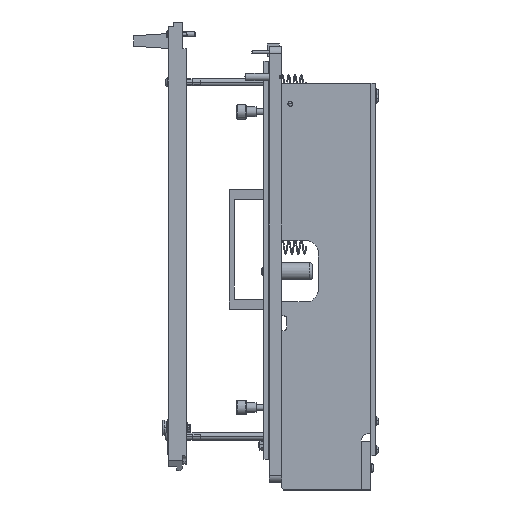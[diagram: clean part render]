
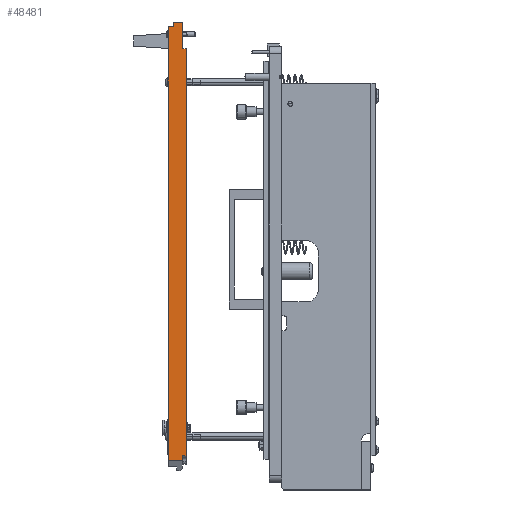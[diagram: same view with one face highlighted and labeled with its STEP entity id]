
A CAD part, left-side view. The second image highlights one B-rep face of the part: STEP entity #48481.
In plain terms, the highlighted face is planar.
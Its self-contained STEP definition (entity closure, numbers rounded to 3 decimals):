
#2668 = CARTESIAN_POINT ( 'NONE',  ( 303., 7.5, -179.55 ) ) ;
#2691 = CARTESIAN_POINT ( 'NONE',  ( 303., 7.5, 183.55 ) ) ;
#2941 = ORIENTED_EDGE ( 'NONE', *, *, #56193, .T. ) ;
#3894 = DIRECTION ( 'NONE',  ( -1., 0., 0. ) ) ;
#3956 = ORIENTED_EDGE ( 'NONE', *, *, #21489, .F. ) ;
#4340 = ORIENTED_EDGE ( 'NONE', *, *, #50868, .F. ) ;
#5698 = VERTEX_POINT ( 'NONE', #42823 ) ;
#5708 = ORIENTED_EDGE ( 'NONE', *, *, #19230, .F. ) ;
#6686 = DIRECTION ( 'NONE',  ( 0., -1., 0. ) ) ;
#6868 = CARTESIAN_POINT ( 'NONE',  ( 303., -7.5, -161.55 ) ) ;
#6909 = LINE ( 'NONE', #19607, #23623 ) ;
#7333 = LINE ( 'NONE', #12858, #32027 ) ;
#7487 = VECTOR ( 'NONE', #28859, 1000. ) ;
#7634 = DIRECTION ( 'NONE',  ( 0., 0., 1. ) ) ;
#9084 = CARTESIAN_POINT ( 'NONE',  ( 303., 12.253, 171.55 ) ) ;
#9152 = ORIENTED_EDGE ( 'NONE', *, *, #13472, .F. ) ;
#9957 = CARTESIAN_POINT ( 'NONE',  ( 303., -7.5, -161.55 ) ) ;
#10949 = DIRECTION ( 'NONE',  ( 0., -1., 0. ) ) ;
#11439 = VECTOR ( 'NONE', #27848, 1000. ) ;
#12020 = VERTEX_POINT ( 'NONE', #41281 ) ;
#12284 = VERTEX_POINT ( 'NONE', #6868 ) ;
#12677 = LINE ( 'NONE', #59701, #11439 ) ;
#12858 = CARTESIAN_POINT ( 'NONE',  ( 303., -7.5, -183.55 ) ) ;
#13101 = ORIENTED_EDGE ( 'NONE', *, *, #35938, .T. ) ;
#13157 = PLANE ( 'NONE',  #36191 ) ;
#13257 = DIRECTION ( 'NONE',  ( 0., -1., 0. ) ) ;
#13472 = EDGE_CURVE ( 'NONE', #30059, #38852, #31432, .T. ) ;
#15229 = EDGE_CURVE ( 'NONE', #30059, #31794, #31154, .T. ) ;
#17331 = VECTOR ( 'NONE', #56055, 1000. ) ;
#17619 = CARTESIAN_POINT ( 'NONE',  ( 303., -7.4, 101.55 ) ) ;
#17913 = VECTOR ( 'NONE', #7634, 1000. ) ;
#18298 = VECTOR ( 'NONE', #6686, 1000. ) ;
#18314 = CARTESIAN_POINT ( 'NONE',  ( 303., -7.5, 183.55 ) ) ;
#19230 = EDGE_CURVE ( 'NONE', #31502, #41247, #40320, .T. ) ;
#19456 = LINE ( 'NONE', #33046, #49467 ) ;
#19607 = CARTESIAN_POINT ( 'NONE',  ( 303., -4.3, 171.55 ) ) ;
#20994 = ORIENTED_EDGE ( 'NONE', *, *, #31151, .T. ) ;
#21489 = EDGE_CURVE ( 'NONE', #38852, #43939, #12677, .T. ) ;
#22785 = DIRECTION ( 'NONE',  ( 0., 0., 1. ) ) ;
#23623 = VECTOR ( 'NONE', #38471, 1000. ) ;
#23792 = DIRECTION ( 'NONE',  ( 0., 0., 1. ) ) ;
#25744 = VECTOR ( 'NONE', #10949, 1000. ) ;
#26836 = FACE_OUTER_BOUND ( 'NONE', #47295, .T. ) ;
#27055 = VERTEX_POINT ( 'NONE', #41740 ) ;
#27083 = CARTESIAN_POINT ( 'NONE',  ( 303., -4.3, 171.55 ) ) ;
#27848 = DIRECTION ( 'NONE',  ( 0., 0., -1. ) ) ;
#28859 = DIRECTION ( 'NONE',  ( 0., -1., 0. ) ) ;
#29136 = VECTOR ( 'NONE', #58908, 1000. ) ;
#30059 = VERTEX_POINT ( 'NONE', #57439 ) ;
#31151 = EDGE_CURVE ( 'NONE', #31794, #12020, #36323, .T. ) ;
#31154 = LINE ( 'NONE', #49998, #17913 ) ;
#31432 = LINE ( 'NONE', #2668, #52323 ) ;
#31502 = VERTEX_POINT ( 'NONE', #59166 ) ;
#31694 = CARTESIAN_POINT ( 'NONE',  ( 303., 7.5, 175.55 ) ) ;
#31794 = VERTEX_POINT ( 'NONE', #37160 ) ;
#32027 = VECTOR ( 'NONE', #50599, 1000. ) ;
#33046 = CARTESIAN_POINT ( 'NONE',  ( 303., -4.3, -183.55 ) ) ;
#33290 = EDGE_CURVE ( 'NONE', #5698, #12284, #60685, .T. ) ;
#33348 = EDGE_CURVE ( 'NONE', #27055, #12284, #33473, .T. ) ;
#33473 = LINE ( 'NONE', #9957, #7487 ) ;
#34691 = ORIENTED_EDGE ( 'NONE', *, *, #54105, .F. ) ;
#35938 = EDGE_CURVE ( 'NONE', #43089, #41247, #51474, .T. ) ;
#36191 = AXIS2_PLACEMENT_3D ( 'NONE', #2691, #3894, #22785 ) ;
#36323 = LINE ( 'NONE', #31694, #18298 ) ;
#37160 = CARTESIAN_POINT ( 'NONE',  ( 303., 7.5, 175.55 ) ) ;
#37381 = EDGE_CURVE ( 'NONE', #31502, #5698, #55648, .T. ) ;
#38166 = ORIENTED_EDGE ( 'NONE', *, *, #33290, .T. ) ;
#38471 = DIRECTION ( 'NONE',  ( 0., 0., 1. ) ) ;
#38852 = VERTEX_POINT ( 'NONE', #60663 ) ;
#40320 = LINE ( 'NONE', #40624, #29136 ) ;
#40624 = CARTESIAN_POINT ( 'NONE',  ( 303., -7.4, 183.55 ) ) ;
#41247 = VERTEX_POINT ( 'NONE', #57506 ) ;
#41281 = CARTESIAN_POINT ( 'NONE',  ( 303., -4.3, 175.55 ) ) ;
#41740 = CARTESIAN_POINT ( 'NONE',  ( 303., -4.3, -161.55 ) ) ;
#42823 = CARTESIAN_POINT ( 'NONE',  ( 303., -7.5, 101.55 ) ) ;
#43089 = VERTEX_POINT ( 'NONE', #27083 ) ;
#43316 = VERTEX_POINT ( 'NONE', #60771 ) ;
#43576 = VECTOR ( 'NONE', #13257, 1000. ) ;
#43939 = VERTEX_POINT ( 'NONE', #48924 ) ;
#44925 = ORIENTED_EDGE ( 'NONE', *, *, #33348, .F. ) ;
#47295 = EDGE_LOOP ( 'NONE', ( #5708, #53030, #38166, #44925, #34691, #2941, #3956, #9152, #60117, #20994, #4340, #13101 ) ) ;
#48481 = ADVANCED_FACE ( 'NONE', ( #26836 ), #13157, .F. ) ;
#48924 = CARTESIAN_POINT ( 'NONE',  ( 303., 3.2, -183.55 ) ) ;
#49467 = VECTOR ( 'NONE', #23792, 1000. ) ;
#49998 = CARTESIAN_POINT ( 'NONE',  ( 303., 7.5, 183.55 ) ) ;
#50599 = DIRECTION ( 'NONE',  ( 0., 1., 0. ) ) ;
#50868 = EDGE_CURVE ( 'NONE', #43089, #12020, #6909, .T. ) ;
#51474 = LINE ( 'NONE', #9084, #25744 ) ;
#52323 = VECTOR ( 'NONE', #59571, 1000. ) ;
#53030 = ORIENTED_EDGE ( 'NONE', *, *, #37381, .T. ) ;
#54105 = EDGE_CURVE ( 'NONE', #43316, #27055, #19456, .T. ) ;
#55648 = LINE ( 'NONE', #17619, #43576 ) ;
#56055 = DIRECTION ( 'NONE',  ( 0., 0., -1. ) ) ;
#56193 = EDGE_CURVE ( 'NONE', #43316, #43939, #7333, .T. ) ;
#57439 = CARTESIAN_POINT ( 'NONE',  ( 303., 7.5, -179.55 ) ) ;
#57506 = CARTESIAN_POINT ( 'NONE',  ( 303., -7.4, 171.55 ) ) ;
#58908 = DIRECTION ( 'NONE',  ( 0., 0., 1. ) ) ;
#59166 = CARTESIAN_POINT ( 'NONE',  ( 303., -7.4, 101.55 ) ) ;
#59571 = DIRECTION ( 'NONE',  ( 0., -1., 0. ) ) ;
#59701 = CARTESIAN_POINT ( 'NONE',  ( 303., 3.2, -183.55 ) ) ;
#60117 = ORIENTED_EDGE ( 'NONE', *, *, #15229, .T. ) ;
#60663 = CARTESIAN_POINT ( 'NONE',  ( 303., 3.2, -179.55 ) ) ;
#60685 = LINE ( 'NONE', #18314, #17331 ) ;
#60771 = CARTESIAN_POINT ( 'NONE',  ( 303., -4.3, -183.55 ) ) ;
